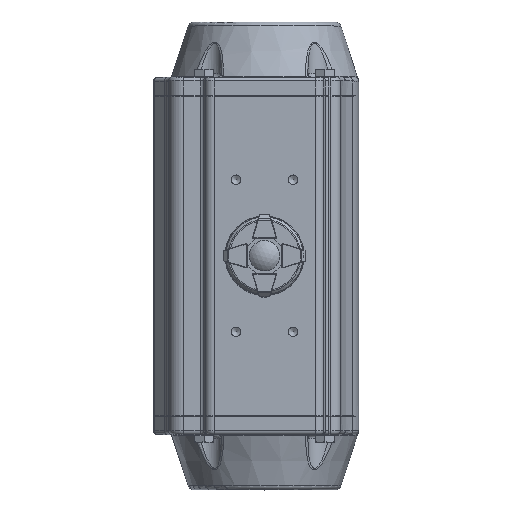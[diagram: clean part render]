
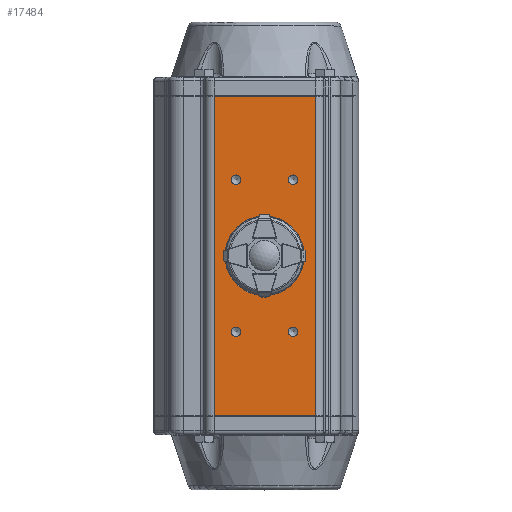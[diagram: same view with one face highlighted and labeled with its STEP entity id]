
A CAD part, top view. The second image highlights one B-rep face of the part: STEP entity #17484.
In plain terms, the highlighted face is planar.
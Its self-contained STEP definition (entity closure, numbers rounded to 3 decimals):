
#780=PLANE('',#19244);
#2087=LINE('',#35493,#3098);
#2088=LINE('',#35497,#3099);
#2137=LINE('',#35602,#3148);
#2138=LINE('',#35603,#3149);
#3098=VECTOR('',#23425,1000.);
#3099=VECTOR('',#23430,1000.);
#3148=VECTOR('',#23523,1000.);
#3149=VECTOR('',#23524,1000.);
#7233=ORIENTED_EDGE('',*,*,#9724,.F.);
#7234=ORIENTED_EDGE('',*,*,#9777,.T.);
#7235=ORIENTED_EDGE('',*,*,#9726,.T.);
#7236=ORIENTED_EDGE('',*,*,#9778,.T.);
#7237=ORIENTED_EDGE('',*,*,#8959,.F.);
#7238=ORIENTED_EDGE('',*,*,#8957,.F.);
#7239=ORIENTED_EDGE('',*,*,#8955,.F.);
#7240=ORIENTED_EDGE('',*,*,#8953,.F.);
#7241=ORIENTED_EDGE('',*,*,#8979,.T.);
#8953=EDGE_CURVE('',#10748,#10748,#11810,.T.);
#8955=EDGE_CURVE('',#10751,#10751,#11812,.T.);
#8957=EDGE_CURVE('',#10754,#10754,#11814,.T.);
#8959=EDGE_CURVE('',#10757,#10757,#11816,.T.);
#8979=EDGE_CURVE('',#10785,#10785,#11836,.T.);
#9724=EDGE_CURVE('',#11271,#11272,#2087,.T.);
#9726=EDGE_CURVE('',#11273,#11274,#2088,.T.);
#9777=EDGE_CURVE('',#11271,#11273,#2137,.T.);
#9778=EDGE_CURVE('',#11274,#11272,#2138,.T.);
#10748=VERTEX_POINT('',#29170);
#10751=VERTEX_POINT('',#29177);
#10754=VERTEX_POINT('',#29184);
#10757=VERTEX_POINT('',#29191);
#10785=VERTEX_POINT('',#29257);
#11271=VERTEX_POINT('',#35492);
#11272=VERTEX_POINT('',#35494);
#11273=VERTEX_POINT('',#35498);
#11274=VERTEX_POINT('',#35499);
#11810=CIRCLE('',#18597,2.5);
#11812=CIRCLE('',#18601,2.5);
#11814=CIRCLE('',#18605,2.5);
#11816=CIRCLE('',#18609,2.5);
#11836=CIRCLE('',#18647,17.3);
#13270=EDGE_LOOP('',(#7233,#7234,#7235,#7236));
#13271=EDGE_LOOP('',(#7237));
#13272=EDGE_LOOP('',(#7238));
#13273=EDGE_LOOP('',(#7239));
#13274=EDGE_LOOP('',(#7240));
#13275=EDGE_LOOP('',(#7241));
#14468=FACE_BOUND('',#13270,.T.);
#14469=FACE_BOUND('',#13271,.T.);
#14470=FACE_BOUND('',#13272,.T.);
#14471=FACE_BOUND('',#13273,.T.);
#14472=FACE_BOUND('',#13274,.T.);
#14473=FACE_BOUND('',#13275,.T.);
#17484=ADVANCED_FACE('',(#14468,#14469,#14470,#14471,#14472,#14473),#780,
 .F.);
#18597=AXIS2_PLACEMENT_3D('',#29169,#21925,#21926);
#18601=AXIS2_PLACEMENT_3D('',#29176,#21933,#21934);
#18605=AXIS2_PLACEMENT_3D('',#29183,#21941,#21942);
#18609=AXIS2_PLACEMENT_3D('',#29190,#21949,#21950);
#18647=AXIS2_PLACEMENT_3D('',#29256,#22025,#22026);
#19244=AXIS2_PLACEMENT_3D('',#35601,#23521,#23522);
#21925=DIRECTION('',(0.,1.,0.));
#21926=DIRECTION('',(0.,0.,1.));
#21933=DIRECTION('',(0.,1.,0.));
#21934=DIRECTION('',(0.,0.,1.));
#21941=DIRECTION('',(0.,1.,0.));
#21942=DIRECTION('',(0.,0.,1.));
#21949=DIRECTION('',(0.,1.,0.));
#21950=DIRECTION('',(0.,0.,1.));
#22025=DIRECTION('',(0.,-1.,0.));
#22026=DIRECTION('',(-1.,0.,0.));
#23425=DIRECTION('',(0.,0.,-1.));
#23430=DIRECTION('',(0.,0.,-1.));
#23521=DIRECTION('',(0.,-1.,0.));
#23522=DIRECTION('',(-1.,0.,0.));
#23523=DIRECTION('',(1.,0.,0.));
#23524=DIRECTION('',(-1.,0.,0.));
#29169=CARTESIAN_POINT('',(15.,58.,40.));
#29170=CARTESIAN_POINT('',(15.,58.,42.5));
#29176=CARTESIAN_POINT('',(-15.,58.,40.));
#29177=CARTESIAN_POINT('',(-15.,58.,42.5));
#29183=CARTESIAN_POINT('',(15.,58.,-40.));
#29184=CARTESIAN_POINT('',(15.,58.,-37.5));
#29190=CARTESIAN_POINT('',(-15.,58.,-40.));
#29191=CARTESIAN_POINT('',(-15.,58.,-37.5));
#29256=CARTESIAN_POINT('',(0.,58.,0.));
#29257=CARTESIAN_POINT('',(-17.3,58.,0.));
#35492=CARTESIAN_POINT('',(-26.566,58.,84.));
#35493=CARTESIAN_POINT('',(-26.566,58.,84.5));
#35494=CARTESIAN_POINT('',(-26.566,58.,-84.));
#35497=CARTESIAN_POINT('',(26.566,58.,84.5));
#35498=CARTESIAN_POINT('',(26.566,58.,84.));
#35499=CARTESIAN_POINT('',(26.566,58.,-84.));
#35601=CARTESIAN_POINT('',(26.566,58.,84.5));
#35602=CARTESIAN_POINT('',(26.566,58.,84.));
#35603=CARTESIAN_POINT('',(26.566,58.,-84.));
